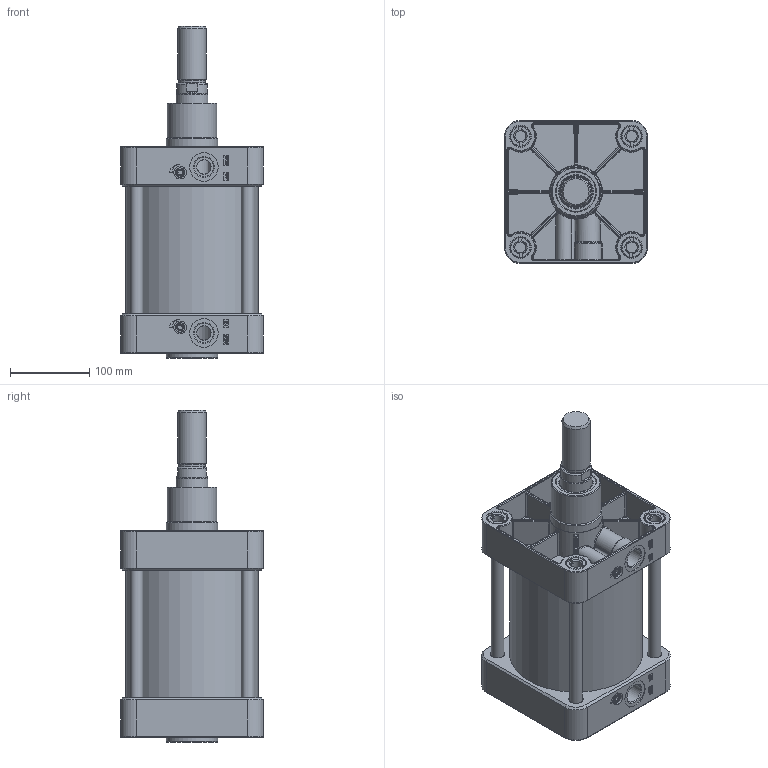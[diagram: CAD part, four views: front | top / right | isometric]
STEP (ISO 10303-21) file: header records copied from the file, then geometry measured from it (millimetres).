
FILE_DESCRIPTION((''),'2;1');
FILE_NAME('C-H-160-0080.stp','',(''),(''),'Autodesk Inventor 2012','Autodesk Inventor 2012','');
FILE_SCHEMA(('AUTOMOTIVE_DESIGN { 1 0 10303 214 1 1 1 1 }'));
Length unit declared in the file: millimetre
Products named in the file (6): C-H-160-0080; CORPO-080; STELO-080; TA; TIRANTE-080; TP
Assembly tree (8 placements, depth 2):
  C-H-160-0080
    CORPO-080
    STELO-080
    TA
    TIRANTE-080  x4
    TP
Bounding box: 180 x 180 x 418 mm (x, y, z)
Volume: 2351126 mm3; surface area: 680702 mm2
Topology: 8 solids, 13 shells, 1289 faces, 3118 edges, 1887 vertices
Faces by surface type: plane 386, cylinder 315, bspline 289, torus 186, cone 97, sphere 10, revolution 6
Full cylindrical faces by diameter (mm): 5.5 x2, 6 x2, 7 x2, 8 x2, 8.2 x2, 8.5 x2, 8.917 x2, 9.4 x4, 10 x2, 11.8 x4, 12 x6, 13.835 x8, 16 x6, 17.5 x8, 18 x2, 24.117 x2, 25 x8, 26 x8, 27 x1, 32.8 x1, 36 x3, 39 x1, 40 x1, 40.8 x1, 40.962 x1, 45 x1, 50 x3, 51.5 x2, 62 x1, 65 x2
Entity records: 44159 total; most frequent: CARTESIAN_POINT 15362, ORIENTED_EDGE 5560, DIRECTION 5439, EDGE_CURVE 2780, AXIS2_PLACEMENT_3D 2165, VERTEX_POINT 1812, EDGE_LOOP 1588, STYLED_ITEM 1277
